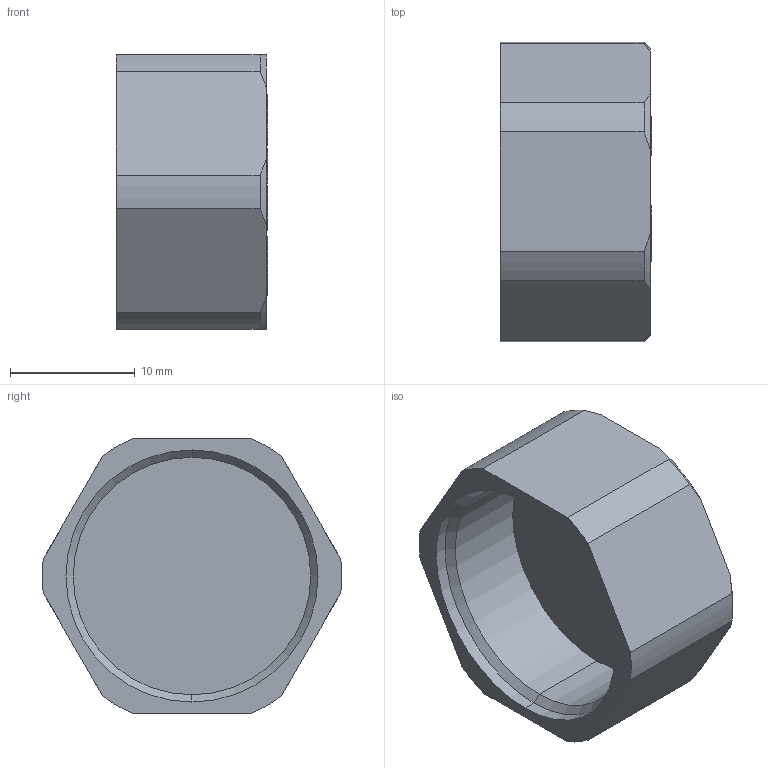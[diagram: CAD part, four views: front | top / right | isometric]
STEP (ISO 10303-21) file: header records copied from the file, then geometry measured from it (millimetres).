
FILE_DESCRIPTION (( 'STEP AP203' ), '1' );
FILE_NAME ('R183.804.020.STEP', '2017-05-09T01:52:56', ( 'Radiall SH' ), ( 'Microsoft' ), 'SwSTEP 2.0', 'SolidWorks 2014', '' );
FILE_SCHEMA (( 'CONFIG_CONTROL_DESIGN' ));
Length unit declared in the file: millimetre
Products named in the file (1): R183.804.020
Bounding box: 12.1 x 23.98 x 22 mm (x, y, z)
Volume: 2613.3 mm3; surface area: 2186.8 mm2
Topology: 1 solids, 1 shells, 191 faces, 494 edges, 328 vertices
Faces by surface type: plane 80, bspline 62, cylinder 41, cone 8
Entity records: 8189 total; most frequent: CARTESIAN_POINT 3800, ORIENTED_EDGE 988, DIRECTION 706, EDGE_CURVE 494, VERTEX_POINT 328, LINE 270, VECTOR 270, AXIS2_PLACEMENT_3D 218
